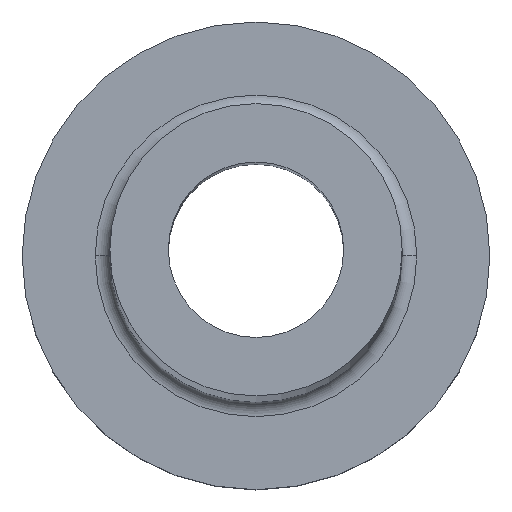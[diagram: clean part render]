
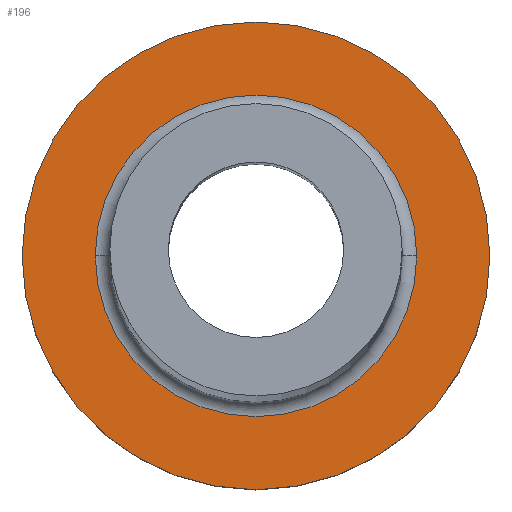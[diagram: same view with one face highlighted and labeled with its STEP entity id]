
A CAD part, top view. The second image highlights one B-rep face of the part: STEP entity #196.
In plain terms, the highlighted planar face has unit normal (0, 0, 1).
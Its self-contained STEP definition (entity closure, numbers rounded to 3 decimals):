
#25 = ORIENTED_EDGE ( 'NONE', *, *, #400, .T. ) ;
#33 = DIRECTION ( 'NONE',  ( 0., 0., -1. ) ) ;
#52 = CARTESIAN_POINT ( 'NONE',  ( 0., 0., 5. ) ) ;
#63 = CARTESIAN_POINT ( 'NONE',  ( 0., 0., 5. ) ) ;
#71 = DIRECTION ( 'NONE',  ( 0., 0., 1. ) ) ;
#79 = EDGE_CURVE ( 'NONE', #93, #264, #250, .T. ) ;
#88 = ORIENTED_EDGE ( 'NONE', *, *, #296, .T. ) ;
#92 = CARTESIAN_POINT ( 'NONE',  ( -8., 0., 5. ) ) ;
#93 = VERTEX_POINT ( 'NONE', #171 ) ;
#94 = CARTESIAN_POINT ( 'NONE',  ( 5.5, 0., 5. ) ) ;
#104 = DIRECTION ( 'NONE',  ( 1., 0., 0. ) ) ;
#105 = PLANE ( 'NONE',  #122 ) ;
#122 = AXIS2_PLACEMENT_3D ( 'NONE', #63, #386, #325 ) ;
#144 = FACE_OUTER_BOUND ( 'NONE', #326, .T. ) ;
#149 = AXIS2_PLACEMENT_3D ( 'NONE', #52, #416, #333 ) ;
#157 = EDGE_LOOP ( 'NONE', ( #25, #361 ) ) ;
#171 = CARTESIAN_POINT ( 'NONE',  ( -5.5, 0., 5. ) ) ;
#174 = VERTEX_POINT ( 'NONE', #374 ) ;
#187 = CIRCLE ( 'NONE', #241, 8. ) ;
#196 = ADVANCED_FACE ( 'NONE', ( #408, #144 ), #105, .T. ) ;
#215 = AXIS2_PLACEMENT_3D ( 'NONE', #393, #71, #104 ) ;
#217 = DIRECTION ( 'NONE',  ( 0., 0., 1. ) ) ;
#239 = CARTESIAN_POINT ( 'NONE',  ( 0., 0., 5. ) ) ;
#241 = AXIS2_PLACEMENT_3D ( 'NONE', #432, #217, #320 ) ;
#248 = VERTEX_POINT ( 'NONE', #92 ) ;
#250 = CIRCLE ( 'NONE', #293, 5.5 ) ;
#264 = VERTEX_POINT ( 'NONE', #94 ) ;
#288 = EDGE_CURVE ( 'NONE', #248, #174, #187, .T. ) ;
#293 = AXIS2_PLACEMENT_3D ( 'NONE', #239, #33, #312 ) ;
#296 = EDGE_CURVE ( 'NONE', #174, #248, #350, .T. ) ;
#312 = DIRECTION ( 'NONE',  ( 1., 0., 0. ) ) ;
#320 = DIRECTION ( 'NONE',  ( 1., 0., 0. ) ) ;
#325 = DIRECTION ( 'NONE',  ( 1., 0., 0. ) ) ;
#326 = EDGE_LOOP ( 'NONE', ( #371, #88 ) ) ;
#333 = DIRECTION ( 'NONE',  ( 1., 0., 0. ) ) ;
#350 = CIRCLE ( 'NONE', #215, 8. ) ;
#361 = ORIENTED_EDGE ( 'NONE', *, *, #79, .T. ) ;
#364 = CIRCLE ( 'NONE', #149, 5.5 ) ;
#371 = ORIENTED_EDGE ( 'NONE', *, *, #288, .T. ) ;
#374 = CARTESIAN_POINT ( 'NONE',  ( 8., 0., 5. ) ) ;
#386 = DIRECTION ( 'NONE',  ( 0., 0., 1. ) ) ;
#393 = CARTESIAN_POINT ( 'NONE',  ( 0., 0., 5. ) ) ;
#400 = EDGE_CURVE ( 'NONE', #264, #93, #364, .T. ) ;
#408 = FACE_BOUND ( 'NONE', #157, .T. ) ;
#416 = DIRECTION ( 'NONE',  ( 0., 0., -1. ) ) ;
#432 = CARTESIAN_POINT ( 'NONE',  ( 0., 0., 5. ) ) ;
